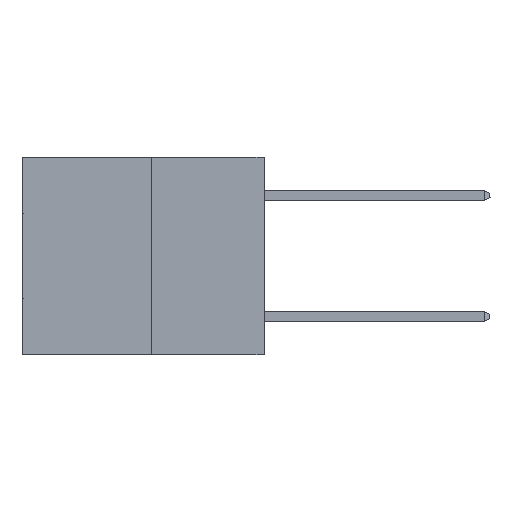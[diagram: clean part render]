
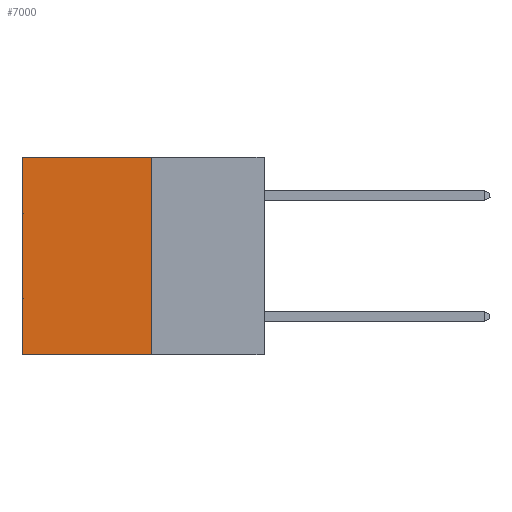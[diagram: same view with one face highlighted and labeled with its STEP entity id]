
A CAD part, left-side view. The second image highlights one B-rep face of the part: STEP entity #7000.
In plain terms, the highlighted planar face has unit normal (-1, 0, 0).
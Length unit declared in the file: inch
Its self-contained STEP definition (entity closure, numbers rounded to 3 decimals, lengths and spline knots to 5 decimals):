
#230 = DIRECTION ( 'NONE',  ( 0., 1., 0. ) ) ;
#1886 = ORIENTED_EDGE ( 'NONE', *, *, #23650, .F. ) ;
#2264 = CARTESIAN_POINT ( 'NONE',  ( 0.3165, 0.6, -0.49 ) ) ;
#2528 = EDGE_CURVE ( 'NONE', #13245, #7366, #25043, .T. ) ;
#6301 = LINE ( 'NONE', #23236, #33577 ) ;
#6479 = LINE ( 'NONE', #2264, #20523 ) ;
#7000 = ADVANCED_FACE ( 'NONE', ( #25900 ), #25087, .F. ) ;
#7366 = VERTEX_POINT ( 'NONE', #30440 ) ;
#8884 = ORIENTED_EDGE ( 'NONE', *, *, #30255, .T. ) ;
#9340 = VECTOR ( 'NONE', #24068, 39.37008 ) ;
#11540 = EDGE_LOOP ( 'NONE', ( #24187, #1886, #15685, #8884 ) ) ;
#12898 = CARTESIAN_POINT ( 'NONE',  ( 0.3165, 0.6, -0.49 ) ) ;
#13245 = VERTEX_POINT ( 'NONE', #13392 ) ;
#13392 = CARTESIAN_POINT ( 'NONE',  ( 0.3165, 0.28, 0. ) ) ;
#14639 = VERTEX_POINT ( 'NONE', #12898 ) ;
#15330 = DIRECTION ( 'NONE',  ( 0., 0., -1. ) ) ;
#15685 = ORIENTED_EDGE ( 'NONE', *, *, #2528, .F. ) ;
#17933 = DIRECTION ( 'NONE',  ( 0., 1., 0. ) ) ;
#20523 = VECTOR ( 'NONE', #15330, 39.37008 ) ;
#21524 = CARTESIAN_POINT ( 'NONE',  ( 0.3165, 0.28, -0.49 ) ) ;
#21756 = EDGE_CURVE ( 'NONE', #23678, #14639, #6479, .T. ) ;
#21850 = AXIS2_PLACEMENT_3D ( 'NONE', #30360, #33062, #22531 ) ;
#22531 = DIRECTION ( 'NONE',  ( 0., 0., -1. ) ) ;
#23236 = CARTESIAN_POINT ( 'NONE',  ( 0.3165, 0.28, 0. ) ) ;
#23650 = EDGE_CURVE ( 'NONE', #7366, #14639, #32392, .T. ) ;
#23678 = VERTEX_POINT ( 'NONE', #29809 ) ;
#24068 = DIRECTION ( 'NONE',  ( 0., 0., -1. ) ) ;
#24187 = ORIENTED_EDGE ( 'NONE', *, *, #21756, .T. ) ;
#25043 = LINE ( 'NONE', #21524, #9340 ) ;
#25087 = PLANE ( 'NONE',  #21850 ) ;
#25377 = VECTOR ( 'NONE', #230, 39.37008 ) ;
#25900 = FACE_OUTER_BOUND ( 'NONE', #11540, .T. ) ;
#26618 = CARTESIAN_POINT ( 'NONE',  ( 0.3165, 0.28, -0.49 ) ) ;
#29809 = CARTESIAN_POINT ( 'NONE',  ( 0.3165, 0.6, 0. ) ) ;
#30255 = EDGE_CURVE ( 'NONE', #13245, #23678, #6301, .T. ) ;
#30360 = CARTESIAN_POINT ( 'NONE',  ( 0.3165, 0.28, -0.49 ) ) ;
#30440 = CARTESIAN_POINT ( 'NONE',  ( 0.3165, 0.28, -0.49 ) ) ;
#32392 = LINE ( 'NONE', #26618, #25377 ) ;
#33062 = DIRECTION ( 'NONE',  ( 1., 0., 0. ) ) ;
#33577 = VECTOR ( 'NONE', #17933, 39.37008 ) ;
